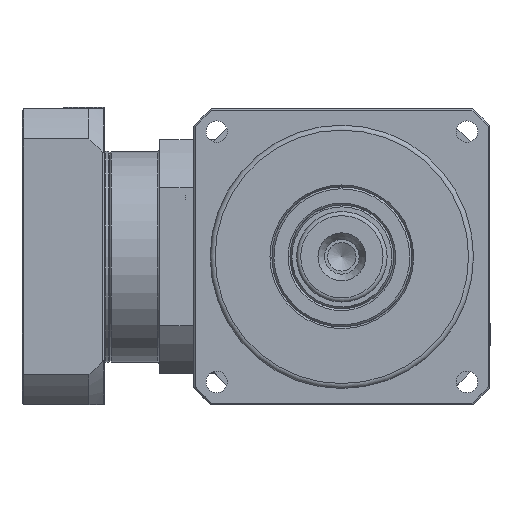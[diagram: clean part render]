
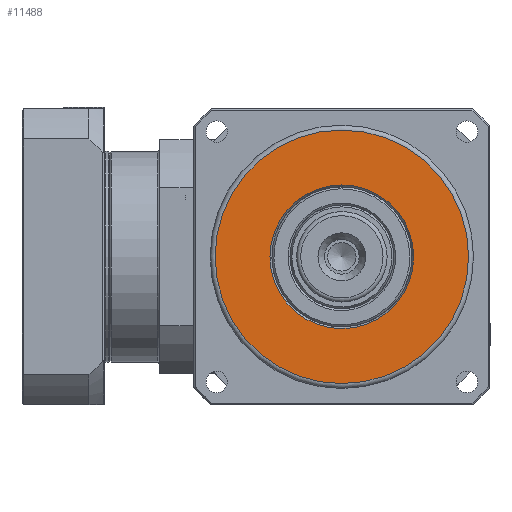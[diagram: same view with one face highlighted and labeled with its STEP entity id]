
A CAD part, left-side view. The second image highlights one B-rep face of the part: STEP entity #11488.
In plain terms, the highlighted planar face has unit normal (-1, 0, 0).
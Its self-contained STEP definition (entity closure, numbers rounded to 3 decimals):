
#1929=PLANE('',#12742);
#2289=FACE_BOUND('',#3913,.T.);
#2905=FACE_OUTER_BOUND('',#3912,.T.);
#3912=EDGE_LOOP('',(#9262));
#3913=EDGE_LOOP('',(#9263));
#4674=CIRCLE('',#12647,43.655);
#4713=CIRCLE('',#12743,77.);
#5486=VERTEX_POINT('',#18948);
#5545=VERTEX_POINT('',#19265);
#6756=EDGE_CURVE('',#5486,#5486,#4674,.T.);
#6865=EDGE_CURVE('',#5545,#5545,#4713,.T.);
#9262=ORIENTED_EDGE('',*,*,#6865,.F.);
#9263=ORIENTED_EDGE('',*,*,#6756,.F.);
#11488=ADVANCED_FACE('',(#2905,#2289),#1929,.F.);
#12647=AXIS2_PLACEMENT_3D('',#18949,#15184,#15185);
#12742=AXIS2_PLACEMENT_3D('',#19264,#15408,#15409);
#12743=AXIS2_PLACEMENT_3D('',#19266,#15410,#15411);
#15184=DIRECTION('center_axis',(-1.,0.,0.));
#15185=DIRECTION('ref_axis',(0.,0.,
-1.));
#15408=DIRECTION('center_axis',(1.,0.,0.));
#15409=DIRECTION('ref_axis',(0.,0.,-1.));
#15410=DIRECTION('center_axis',(1.,0.,0.));
#15411=DIRECTION('ref_axis',(0.,0.,
-1.));
#18948=CARTESIAN_POINT('',(-70.655,-9.565,57.655));
#18949=CARTESIAN_POINT('Origin',(-70.655,-9.565,14.));
#19264=CARTESIAN_POINT('Origin',(-70.655,-9.565,14.));
#19265=CARTESIAN_POINT('',(-70.655,-9.565,91.));
#19266=CARTESIAN_POINT('Origin',(-70.655,-9.565,14.));
